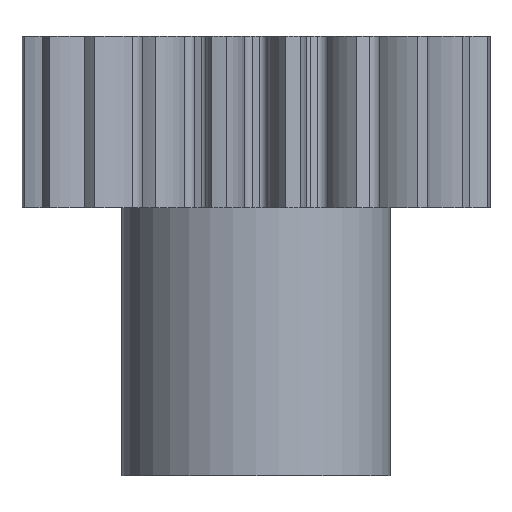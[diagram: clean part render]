
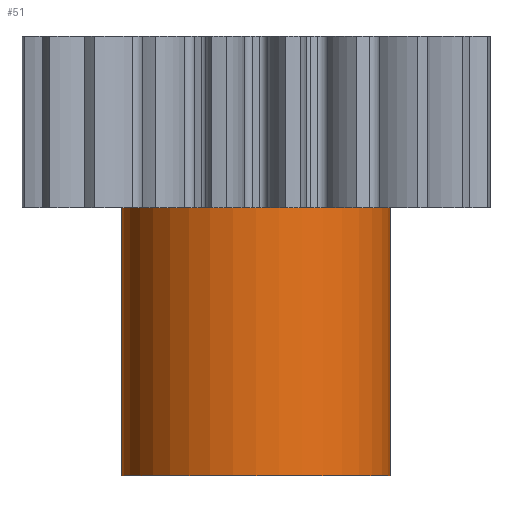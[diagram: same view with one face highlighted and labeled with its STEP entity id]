
A CAD part, front view. The second image highlights one B-rep face of the part: STEP entity #51.
In plain terms, the highlighted cylindrical face has radius 25 mm (diameter 50 mm), a partial arc.
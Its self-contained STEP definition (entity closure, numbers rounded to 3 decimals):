
#49 = EDGE_LOOP ( 'NONE', ( #59, #4114, #4296, #4295 ) ) ;
#51 = ADVANCED_FACE ( 'NONE', ( #1302 ), #1300, .T. ) ;
#52 = EDGE_CURVE ( 'NONE', #787, #792, #1303, .T. ) ;
#59 = ORIENTED_EDGE ( 'NONE', *, *, #783, .F. ) ;
#783 = EDGE_CURVE ( 'NONE', #787, #847, #2111, .T. ) ;
#787 = VERTEX_POINT ( 'NONE', #2163 ) ;
#792 = VERTEX_POINT ( 'NONE', #2154 ) ;
#845 = VERTEX_POINT ( 'NONE', #2496 ) ;
#847 = VERTEX_POINT ( 'NONE', #2479 ) ;
#848 = EDGE_CURVE ( 'NONE', #792, #845, #2290, .T. ) ;
#1087 = DIRECTION ( 'NONE',  ( 1., 0., 0. ) ) ;
#1088 = AXIS2_PLACEMENT_3D ( 'NONE', #1278, #1291, #1087 ) ;
#1278 = CARTESIAN_POINT ( 'NONE',  ( 0., 0., -50. ) ) ;
#1288 = DIRECTION ( 'NONE',  ( 1., 0., 0. ) ) ;
#1290 = CARTESIAN_POINT ( 'NONE',  ( 0., 0., -50. ) ) ;
#1291 = DIRECTION ( 'NONE',  ( 0., 0., 1. ) ) ;
#1294 = DIRECTION ( 'NONE',  ( 0., 0., 1. ) ) ;
#1300 = CYLINDRICAL_SURFACE ( 'NONE', #1301, 25. ) ;
#1301 = AXIS2_PLACEMENT_3D ( 'NONE', #1290, #1294, #1288 ) ;
#1302 = FACE_OUTER_BOUND ( 'NONE', #49, .T. ) ;
#1303 = CIRCLE ( 'NONE', #1088, 25. ) ;
#2110 = CARTESIAN_POINT ( 'NONE',  ( -25., 0., -50. ) ) ;
#2111 = LINE ( 'NONE', #2110, #2166 ) ;
#2154 = CARTESIAN_POINT ( 'NONE',  ( 25., 0., -50. ) ) ;
#2163 = CARTESIAN_POINT ( 'NONE',  ( -25., 0., -50. ) ) ;
#2165 = DIRECTION ( 'NONE',  ( 0., 0., 1. ) ) ;
#2166 = VECTOR ( 'NONE', #2165, 1000. ) ;
#2287 = DIRECTION ( 'NONE',  ( 0., 0., 1. ) ) ;
#2288 = VECTOR ( 'NONE', #2287, 1000. ) ;
#2289 = CARTESIAN_POINT ( 'NONE',  ( 25., 0., -50. ) ) ;
#2290 = LINE ( 'NONE', #2289, #2288 ) ;
#2479 = CARTESIAN_POINT ( 'NONE',  ( -25., 0., 0. ) ) ;
#2496 = CARTESIAN_POINT ( 'NONE',  ( 25., 0., 0. ) ) ;
#2633 = DIRECTION ( 'NONE',  ( 1., 0., 0. ) ) ;
#2634 = DIRECTION ( 'NONE',  ( 0., 0., 1. ) ) ;
#2635 = CARTESIAN_POINT ( 'NONE',  ( 0., 0., 0. ) ) ;
#2636 = AXIS2_PLACEMENT_3D ( 'NONE', #2635, #2634, #2633 ) ;
#2643 = CIRCLE ( 'NONE', #2636, 25. ) ;
#4114 = ORIENTED_EDGE ( 'NONE', *, *, #52, .T. ) ;
#4190 = EDGE_CURVE ( 'NONE', #847, #845, #2643, .T. ) ;
#4295 = ORIENTED_EDGE ( 'NONE', *, *, #4190, .F. ) ;
#4296 = ORIENTED_EDGE ( 'NONE', *, *, #848, .T. ) ;
